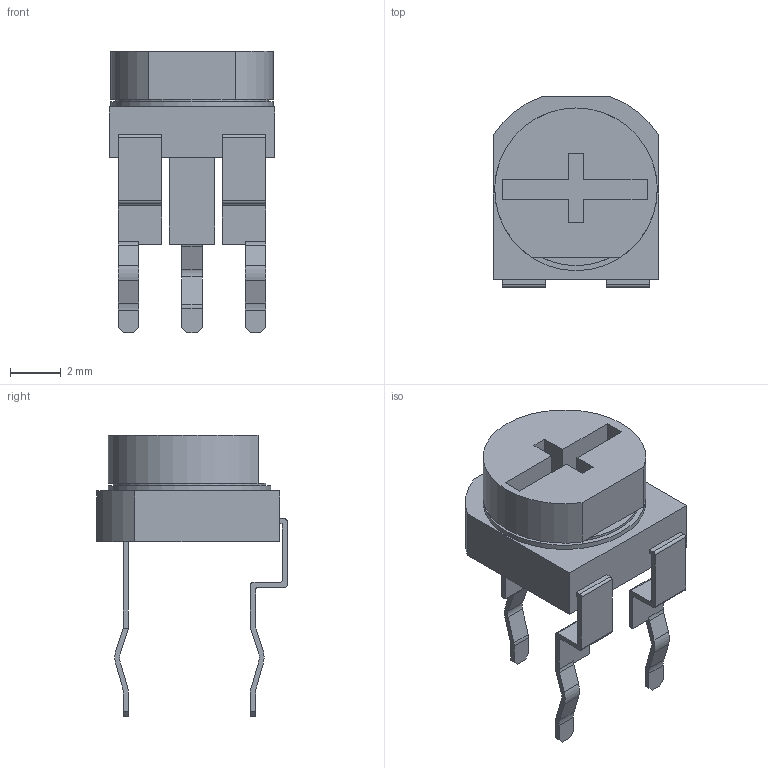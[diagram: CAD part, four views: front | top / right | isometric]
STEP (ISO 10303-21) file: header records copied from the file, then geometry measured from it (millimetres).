
FILE_DESCRIPTION(/* description */ ('Alibre Inc.'),/* implementation_level */ '2;1');
FILE_NAME(/* name */ 'export0',/* time_stamp */ '2013-02-07T19:07:45+02:00',/* author */ (''),/* organization */ (''),/* preprocessor_version */ 'ST-DEVELOPER v14',/* originating_system */ 'Alibre',/* authorisation */ '');
FILE_SCHEMA (('AUTOMOTIVE_DESIGN'));
Length unit declared in the file: centimetre
Bounding box: 6.5 x 7.5 x 11.1 mm (x, y, z)
Volume: 153.3 mm3; surface area: 299.5 mm2
Topology: 1 solids, 1 shells, 115 faces, 319 edges, 212 vertices
Faces by surface type: plane 82, cylinder 33
Full cylindrical faces by diameter (mm): 6 x1, 6.4 x1
Entity records: 3705 total; most frequent: CARTESIAN_POINT 640, ORIENTED_EDGE 632, DIRECTION 528, EDGE_CURVE 316, VECTOR 248, LINE 248, VERTEX_POINT 211, AXIS2_PLACEMENT_3D 181
